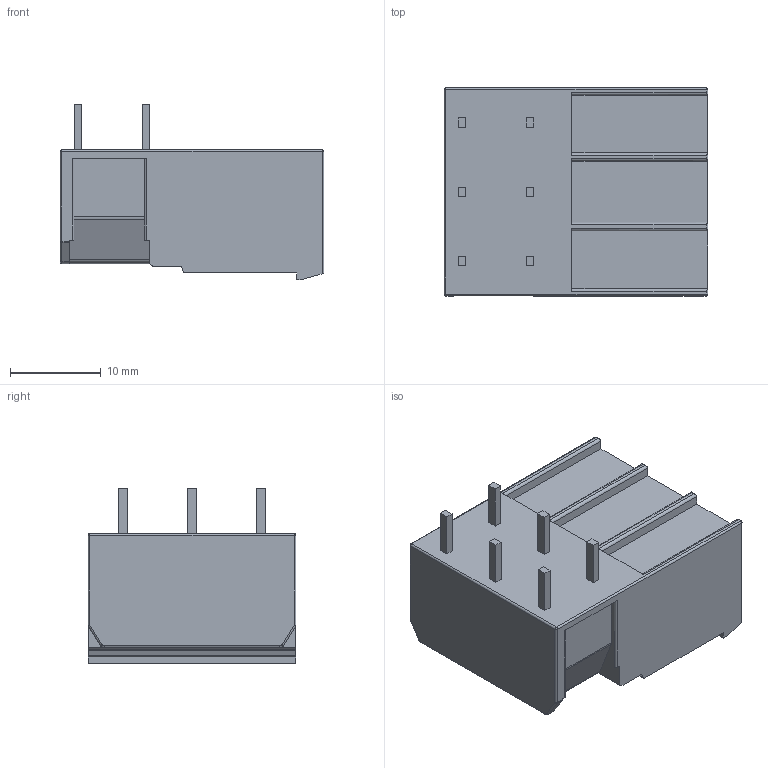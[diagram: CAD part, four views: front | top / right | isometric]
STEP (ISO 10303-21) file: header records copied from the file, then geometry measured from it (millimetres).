
FILE_DESCRIPTION((''),'2;1');
FILE_NAME('TLPHC-516R','2024-09-11T15:37:45',('sheji'),(''),'CREO PARAMETRIC BY PTC INC, 2018100','CREO PARAMETRIC BY PTC INC, 2018100','');
FILE_SCHEMA(('CONFIG_CONTROL_DESIGN'));
Length unit declared in the file: millimetre
Products named in the file (1): TLPHC-516R
Bounding box: 29 x 22.86 x 19.29 mm (x, y, z)
Volume: 5058.6 mm3; surface area: 4932.9 mm2
Topology: 1 solids, 1 shells, 265 faces, 725 edges, 474 vertices
Faces by surface type: plane 191, cylinder 66, sphere 6, torus 2
Entity records: 8369 total; most frequent: CARTESIAN_POINT 1510, ORIENTED_EDGE 1450, DIRECTION 1373, EDGE_CURVE 725, VECTOR 591, LINE 591, VERTEX_POINT 474, AXIS2_PLACEMENT_3D 391
